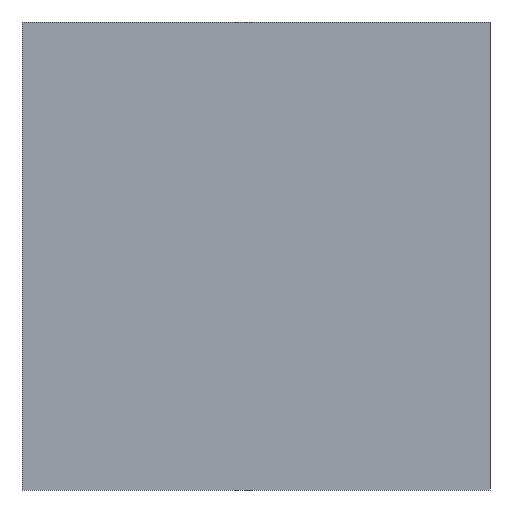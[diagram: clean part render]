
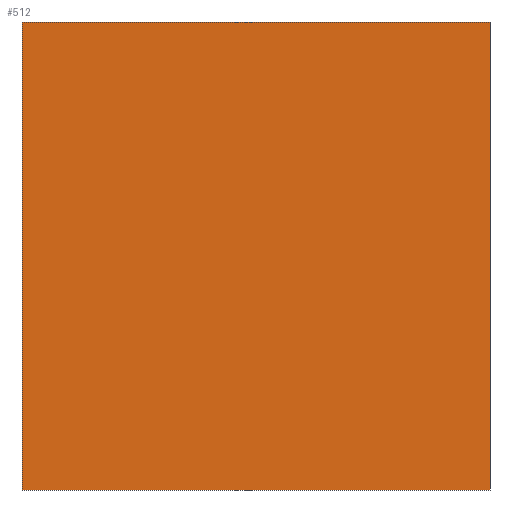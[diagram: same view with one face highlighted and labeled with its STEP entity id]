
A CAD part, front view. The second image highlights one B-rep face of the part: STEP entity #512.
In plain terms, the highlighted planar face has unit normal (0, -1, 0).
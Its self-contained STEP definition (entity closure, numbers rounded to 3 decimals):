
#7 = CARTESIAN_POINT ( 'NONE',  ( 0., 0., -100. ) ) ;
#44 = VERTEX_POINT ( 'NONE', #529 ) ;
#56 = DIRECTION ( 'NONE',  ( 0., 0., 1. ) ) ;
#98 = FACE_OUTER_BOUND ( 'NONE', #156, .T. ) ;
#156 = EDGE_LOOP ( 'NONE', ( #292, #725, #235, #435 ) ) ;
#176 = PLANE ( 'NONE',  #231 ) ;
#212 = LINE ( 'NONE', #568, #317 ) ;
#229 = CARTESIAN_POINT ( 'NONE',  ( 100., 0., 0. ) ) ;
#231 = AXIS2_PLACEMENT_3D ( 'NONE', #368, #644, #592 ) ;
#235 = ORIENTED_EDGE ( 'NONE', *, *, #291, .F. ) ;
#282 = EDGE_CURVE ( 'NONE', #44, #552, #212, .T. ) ;
#291 = EDGE_CURVE ( 'NONE', #552, #380, #415, .T. ) ;
#292 = ORIENTED_EDGE ( 'NONE', *, *, #737, .F. ) ;
#317 = VECTOR ( 'NONE', #838, 1000. ) ;
#368 = CARTESIAN_POINT ( 'NONE',  ( 0., 0., 0. ) ) ;
#378 = CARTESIAN_POINT ( 'NONE',  ( 100., 0., -100. ) ) ;
#380 = VERTEX_POINT ( 'NONE', #378 ) ;
#391 = DIRECTION ( 'NONE',  ( -1., 0., 0. ) ) ;
#404 = EDGE_CURVE ( 'NONE', #380, #637, #595, .T. ) ;
#415 = LINE ( 'NONE', #635, #757 ) ;
#435 = ORIENTED_EDGE ( 'NONE', *, *, #282, .F. ) ;
#512 = ADVANCED_FACE ( 'NONE', ( #98 ), #176, .T. ) ;
#529 = CARTESIAN_POINT ( 'NONE',  ( 0., 0., 0. ) ) ;
#552 = VERTEX_POINT ( 'NONE', #229 ) ;
#568 = CARTESIAN_POINT ( 'NONE',  ( 0., 0., 0. ) ) ;
#592 = DIRECTION ( 'NONE',  ( 0., 0., -1. ) ) ;
#595 = LINE ( 'NONE', #862, #747 ) ;
#635 = CARTESIAN_POINT ( 'NONE',  ( 100., 0., 0. ) ) ;
#637 = VERTEX_POINT ( 'NONE', #7 ) ;
#644 = DIRECTION ( 'NONE',  ( 0., -1., 0. ) ) ;
#725 = ORIENTED_EDGE ( 'NONE', *, *, #404, .F. ) ;
#737 = EDGE_CURVE ( 'NONE', #637, #44, #896, .T. ) ;
#747 = VECTOR ( 'NONE', #391, 1000. ) ;
#752 = CARTESIAN_POINT ( 'NONE',  ( 0., 0., 0. ) ) ;
#757 = VECTOR ( 'NONE', #779, 1000. ) ;
#779 = DIRECTION ( 'NONE',  ( 0., 0., -1. ) ) ;
#834 = VECTOR ( 'NONE', #56, 1000. ) ;
#838 = DIRECTION ( 'NONE',  ( 1., 0., 0. ) ) ;
#862 = CARTESIAN_POINT ( 'NONE',  ( 0., 0., -100. ) ) ;
#896 = LINE ( 'NONE', #752, #834 ) ;
